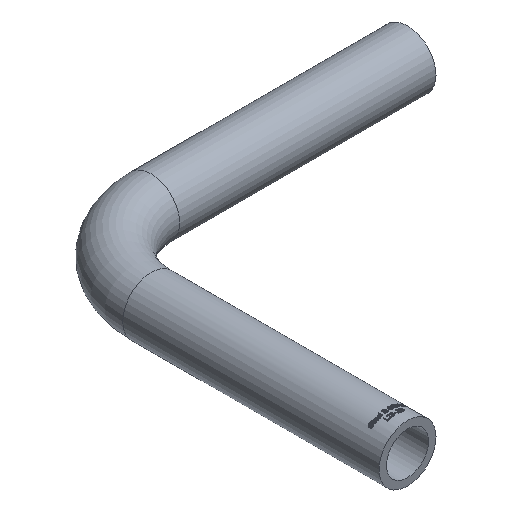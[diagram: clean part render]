
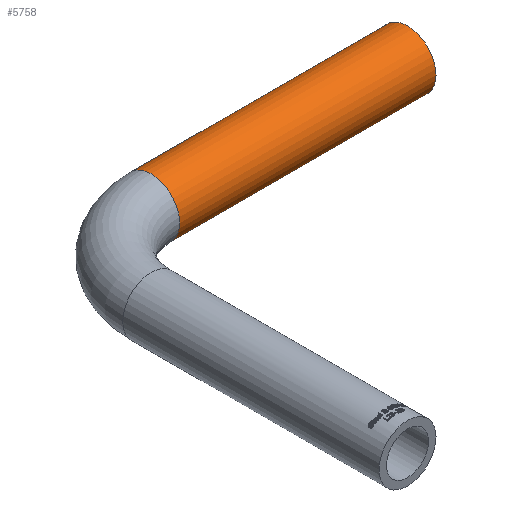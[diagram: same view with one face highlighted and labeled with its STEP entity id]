
A CAD part, isometric view. The second image highlights one B-rep face of the part: STEP entity #5758.
In plain terms, the highlighted cylindrical face has radius 6.35 mm (diameter 12.7 mm), a full revolution.
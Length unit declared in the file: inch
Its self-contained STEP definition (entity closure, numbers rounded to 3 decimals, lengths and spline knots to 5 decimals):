
#62=FACE_BOUND('',#1019,.T.);
#666=FACE_OUTER_BOUND('',#1018,.T.);
#1018=EDGE_LOOP('',(#5374));
#1019=EDGE_LOOP('',(#5375));
#1141=CIRCLE('',#6037,0.25);
#1142=CIRCLE('',#6038,0.25);
#2823=VERTEX_POINT('',#13005);
#2824=VERTEX_POINT('',#13007);
#3677=EDGE_CURVE('',#2823,#2823,#1141,.T.);
#3678=EDGE_CURVE('',#2824,#2824,#1142,.T.);
#5374=ORIENTED_EDGE('',*,*,#3677,.F.);
#5375=ORIENTED_EDGE('',*,*,#3678,.T.);
#5419=CYLINDRICAL_SURFACE('',#6036,0.25);
#5758=ADVANCED_FACE('',(#666,#62),#5419,.T.);
#6036=AXIS2_PLACEMENT_3D('',#13004,#6969,#6970);
#6037=AXIS2_PLACEMENT_3D('',#13006,#6971,#6972);
#6038=AXIS2_PLACEMENT_3D('',#13008,#6973,#6974);
#6969=DIRECTION('center_axis',(1.,0.,0.));
#6970=DIRECTION('ref_axis',(0.,1.,0.));
#6971=DIRECTION('center_axis',(1.,0.,0.));
#6972=DIRECTION('ref_axis',(0.,1.,0.));
#6973=DIRECTION('center_axis',(1.,0.,0.));
#6974=DIRECTION('ref_axis',(0.,1.,0.));
#13004=CARTESIAN_POINT('Origin',(0.75,3.,0.));
#13005=CARTESIAN_POINT('',(3.,2.75,0.));
#13006=CARTESIAN_POINT('Origin',(3.,3.,0.));
#13007=CARTESIAN_POINT('',(0.75,2.75,0.));
#13008=CARTESIAN_POINT('Origin',(0.75,3.,0.));
